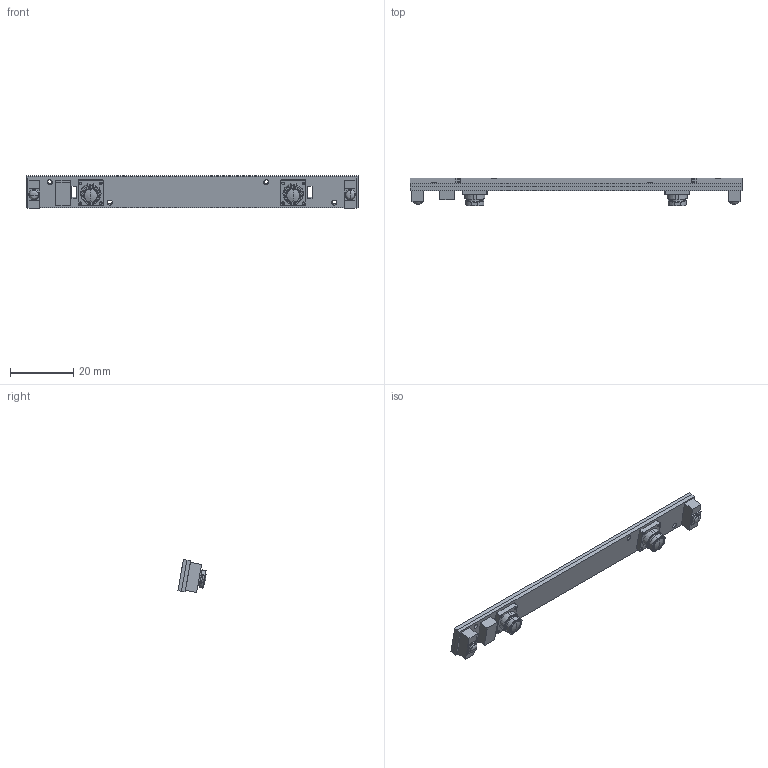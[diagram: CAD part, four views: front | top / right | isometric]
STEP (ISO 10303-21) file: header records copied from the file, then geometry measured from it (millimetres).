
FILE_DESCRIPTION(('STEP AP214'),'1');
FILE_NAME('leap-motion-rigel.step','2018-08-11T16:53:39',(' '),(' '),'Spatial InterOp 3D',' ',' ');
FILE_SCHEMA(('AUTOMOTIVE_DESIGN { 1 0 10303 214 1 1 1 1 }'));
Length unit declared in the file: metre
Products named in the file (14): leap-motion-rigel; LCE_OPTICS_LV003A-0110-2-SOLID2; NONE-96129; RIGEL_SINGLE_BOARD_PCB_RISER-2-; SFH_4716AS_20151008_GEOME-14375; SFH_4716AS_20151008_GEOME-17556; NONE-43155; SFH_4716AS_20151008_GEOM-150207; BOARD-1-SOLID1; SFH_4716AS_20151008_GEOME-15558; C5-1_617207440-1_EXTRUDED_37-1-; RIGEL_SINGLE_BOARD_PCB_RISER-1-; LCE_OPTICS_LV003A-0110-1-SOLID2; BOARD-1-SOLID2
Assembly tree (13 placements, depth 2):
  leap-motion-rigel
    LCE_OPTICS_LV003A-0110-2-SOLID2
    NONE-96129
    RIGEL_SINGLE_BOARD_PCB_RISER-2-
    SFH_4716AS_20151008_GEOME-14375
    SFH_4716AS_20151008_GEOME-17556
    NONE-43155
    SFH_4716AS_20151008_GEOM-150207
    BOARD-1-SOLID1
    SFH_4716AS_20151008_GEOME-15558
    C5-1_617207440-1_EXTRUDED_37-1-
    RIGEL_SINGLE_BOARD_PCB_RISER-1-
    LCE_OPTICS_LV003A-0110-1-SOLID2
    BOARD-1-SOLID2
Bounding box: 105 x 8.87 x 10.38 mm (x, y, z)
Volume: 3026.1 mm3; surface area: 6158.2 mm2
Topology: 13 solids, 17 shells, 492 faces, 1211 edges, 795 vertices
Faces by surface type: plane 294, cylinder 136, cone 26, torus 20, revolution 16
Entity records: 19460 total; most frequent: CARTESIAN_POINT 3090, DIRECTION 2562, ORIENTED_EDGE 2406, EDGE_CURVE 1203, AXIS2_PLACEMENT_3D 885, VERTEX_POINT 795, LINE 776, VECTOR 776
